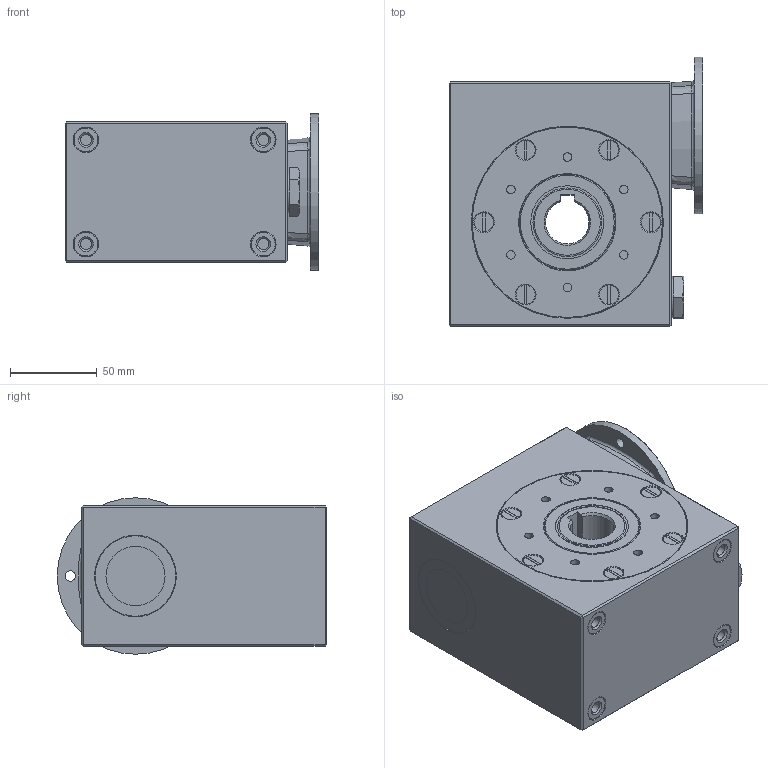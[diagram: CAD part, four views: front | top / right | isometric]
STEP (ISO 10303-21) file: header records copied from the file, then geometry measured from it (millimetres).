
FILE_DESCRIPTION( ( 'Unknown' ), '1' );
FILE_NAME( '429EC518B57C7670361AE8264BF70C3.3d.stp', 'Unknown', ( 'Unknown' ), ( 'Unknown' ), 'PSStep 10.1', 'Unknown', ' ' );
FILE_SCHEMA( ( 'AUTOMOTIVE_DESIGN { 1 0 10303 214 1 1 1 1 }' ) );
Length unit declared in the file: millimetre
Products named in the file (1): I508800
Bounding box: 146 x 155 x 90 mm (x, y, z)
Volume: 1460527.5 mm3; surface area: 115787.1 mm2
Topology: 1 solids, 20 shells, 406 faces, 899 edges, 576 vertices
Faces by surface type: plane 191, cylinder 98, cone 77, torus 32, bspline 8
Full cylindrical faces by diameter (mm): 4.917 x16, 6 x8, 6.411 x4, 6.5 x4, 10 x4, 10.106 x4, 10.5 x4, 12 x4, 12.1 x4, 14 x4, 14.1 x4, 14.5 x1, 14.95 x2, 16.4 x1, 22 x1, 24 x1, 30 x1, 34 x1, 39.5 x2, 40 x1, 42 x2, 43.8 x1, 46.246 x1, 47 x3, 51.8 x1, 90 x1
Entity records: 13814 total; most frequent: CARTESIAN_POINT 2711, DIRECTION 1734, ORIENTED_EDGE 1252, AXIS2_PLACEMENT_3D 759, EDGE_LOOP 646, EDGE_CURVE 626, FACE_OUTER_BOUND 514, VERTEX_POINT 472
